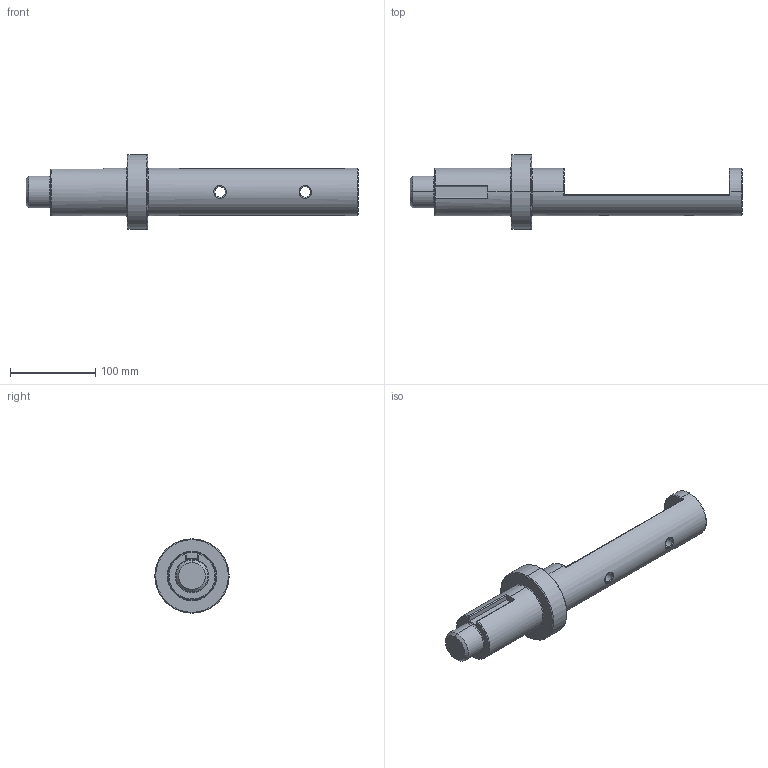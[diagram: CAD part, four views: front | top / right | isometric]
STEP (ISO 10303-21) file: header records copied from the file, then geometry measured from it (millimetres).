
FILE_DESCRIPTION (( 'STEP AP214' ), '1' );
FILE_NAME ('Shaft.STEP', '2025-03-07T15:51:14', ( '' ), ( '' ), 'SwSTEP 2.0', 'SolidWorks 2023', '' );
FILE_SCHEMA (( 'AUTOMOTIVE_DESIGN' ));
Length unit declared in the file: millimetre
Products named in the file (1): Shaft
Bounding box: 389.8 x 87.2 x 87.2 mm (x, y, z)
Volume: 720000.2 mm3; surface area: 77516.6 mm2
Topology: 1 solids, 1 shells, 69 faces, 161 edges, 94 vertices
Faces by surface type: cylinder 23, torus 19, plane 12, bspline 7, cone 6, sphere 2
Entity records: 3001 total; most frequent: CARTESIAN_POINT 1416, DIRECTION 351, ORIENTED_EDGE 318, EDGE_CURVE 159, AXIS2_PLACEMENT_3D 153, VERTEX_POINT 94, CIRCLE 90, EDGE_LOOP 75
